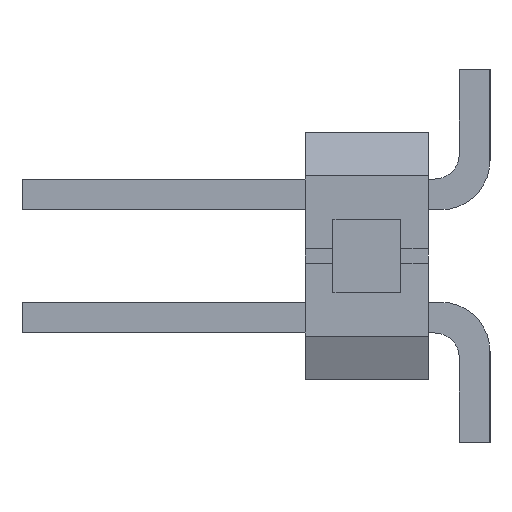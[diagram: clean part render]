
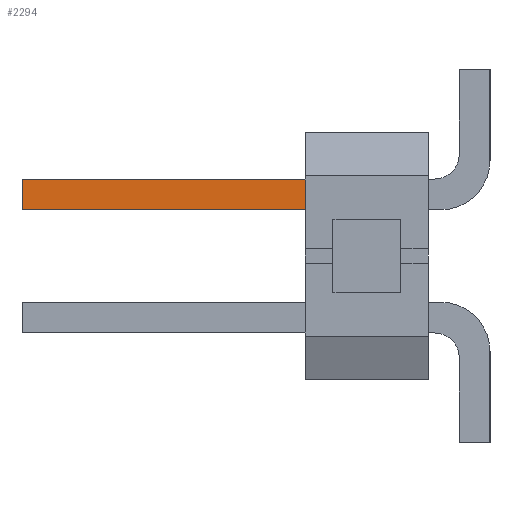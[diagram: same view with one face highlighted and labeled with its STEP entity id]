
A CAD part, left-side view. The second image highlights one B-rep face of the part: STEP entity #2294.
In plain terms, the highlighted planar face has unit normal (-1, 0, 0).
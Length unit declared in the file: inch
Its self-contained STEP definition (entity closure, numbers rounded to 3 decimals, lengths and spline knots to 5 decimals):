
#2294 = ADVANCED_FACE( '', ( #5510 ), #5511, .F. );
#5510 = FACE_OUTER_BOUND( '', #9696, .T. );
#5511 = PLANE( '', #9697 );
#9696 = EDGE_LOOP( '', ( #16978, #16979, #16980, #16981 ) );
#9697 = AXIS2_PLACEMENT_3D( '', #16982, #16983, #16984 );
#16978 = ORIENTED_EDGE( '', *, *, #28856, .F. );
#16979 = ORIENTED_EDGE( '', *, *, #26738, .T. );
#16980 = ORIENTED_EDGE( '', *, *, #28857, .F. );
#16981 = ORIENTED_EDGE( '', *, *, #28858, .F. );
#16982 = CARTESIAN_POINT( '', ( -0.9625, 0.04, 0.0275 ) );
#16983 = DIRECTION( '', ( 1., 0., 0. ) );
#16984 = DIRECTION( '', ( 0., 0., -1. ) );
#26738 = EDGE_CURVE( '', #32664, #32662, #32665, .T. );
#28856 = EDGE_CURVE( '', #32664, #36210, #36211, .T. );
#28857 = EDGE_CURVE( '', #36212, #32662, #36213, .T. );
#28858 = EDGE_CURVE( '', #36210, #36212, #36214, .T. );
#32662 = VERTEX_POINT( '', #41297 );
#32664 = VERTEX_POINT( '', #41300 );
#32665 = LINE( '', #41301, #41302 );
#36210 = VERTEX_POINT( '', #46548 );
#36211 = LINE( '', #46549, #46550 );
#36212 = VERTEX_POINT( '', #46551 );
#36213 = LINE( '', #46552, #46553 );
#36214 = LINE( '', #46554, #46555 );
#41297 = CARTESIAN_POINT( '', ( -0.9625, 0.105, 0.0125 ) );
#41300 = CARTESIAN_POINT( '', ( -0.9625, 0.105, -0.0125 ) );
#41301 = CARTESIAN_POINT( '', ( -0.9625, 0.105, 0.0275 ) );
#41302 = VECTOR( '', #52388, 39.37008 );
#46548 = CARTESIAN_POINT( '', ( -0.9625, 0.38, -0.0125 ) );
#46549 = CARTESIAN_POINT( '', ( -0.9625, 0.04, -0.0125 ) );
#46550 = VECTOR( '', #54273, 39.37008 );
#46551 = CARTESIAN_POINT( '', ( -0.9625, 0.38, 0.0125 ) );
#46552 = CARTESIAN_POINT( '', ( -0.9625, 0.38, 0.0125 ) );
#46553 = VECTOR( '', #54274, 39.37008 );
#46554 = CARTESIAN_POINT( '', ( -0.9625, 0.38, -0.0125 ) );
#46555 = VECTOR( '', #54275, 39.37008 );
#52388 = DIRECTION( '', ( 0., 0., 1. ) );
#54273 = DIRECTION( '', ( 0., 1., 0. ) );
#54274 = DIRECTION( '', ( 0., -1., 0. ) );
#54275 = DIRECTION( '', ( 0., 0., 1. ) );
